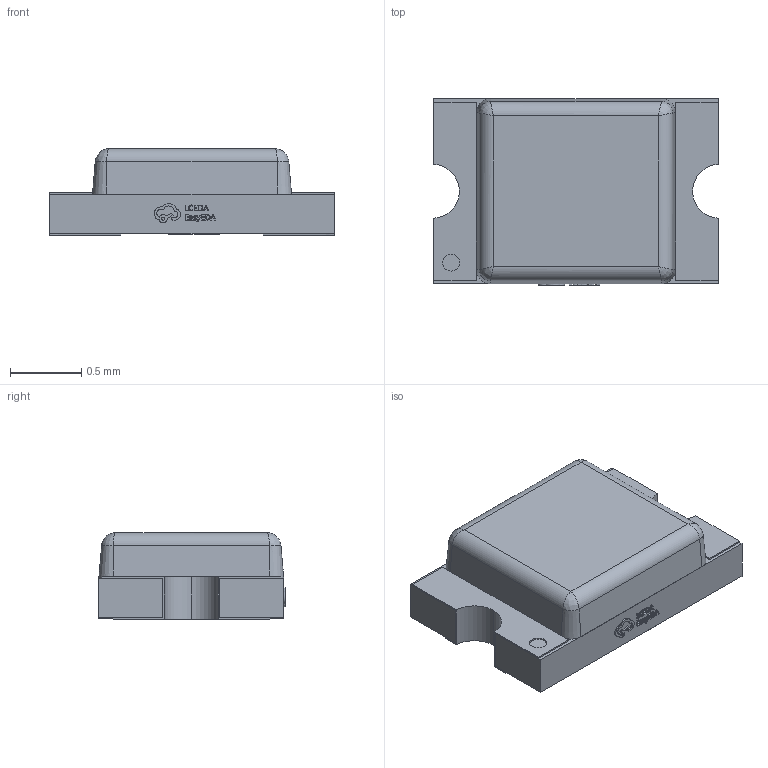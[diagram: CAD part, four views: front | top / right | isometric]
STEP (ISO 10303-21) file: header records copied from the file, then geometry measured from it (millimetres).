
FILE_DESCRIPTION (( 'STEP AP214' ), '1' );
FILE_NAME ('LED-SMD_L2.0-W1.3-RD_YELLOW.step', '2022-07-08T12:30:54', ( '' ), ( '' ), 'SwSTEP 2.0', 'SolidWorks 2020', '' );
FILE_SCHEMA (( 'AUTOMOTIVE_DESIGN' ));
Length unit declared in the file: millimetre
Products named in the file (1): LED-SMD_L2.0-W1.3-RD_YELLOW
Bounding box: 2 x 1.31 x 0.61 mm (x, y, z)
Volume: 1.3 mm3; surface area: 16.3 mm2
Topology: 5 solids, 5 shells, 369 faces, 988 edges, 652 vertices
Faces by surface type: plane 228, bspline 116, cylinder 21, cone 4
Entity records: 17132 total; most frequent: CARTESIAN_POINT 4606, ORIENTED_EDGE 1968, DIRECTION 1290, EDGE_CURVE 984, LINE 706, VECTOR 706, VERTEX_POINT 652, EDGE_LOOP 398
